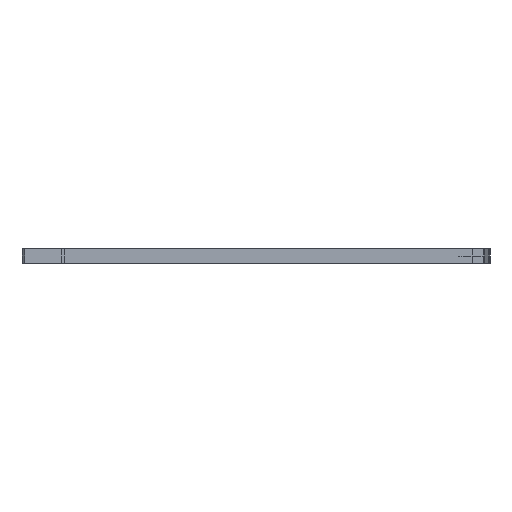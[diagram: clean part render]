
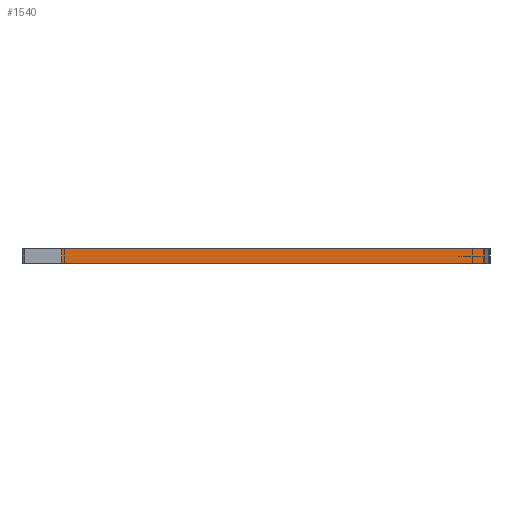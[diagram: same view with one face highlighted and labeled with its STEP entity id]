
A CAD part, left-side view. The second image highlights one B-rep face of the part: STEP entity #1540.
In plain terms, the highlighted planar face has unit normal (-1, 0, 0).
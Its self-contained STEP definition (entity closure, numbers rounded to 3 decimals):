
#1484=CARTESIAN_POINT('',(-27.76,108.392,0.));
#1485=VERTEX_POINT('',#1484);
#1492=CARTESIAN_POINT('',(-27.76,108.392,2.));
#1493=VERTEX_POINT('',#1492);
#1494=CARTESIAN_POINT('',(-27.76,108.392,2.));
#1495=DIRECTION('',(0.,0.,-1.));
#1496=VECTOR('',#1495,2.);
#1497=LINE('',#1494,#1496);
#1498=EDGE_CURVE('',#1493,#1485,#1497,.T.);
#1510=CARTESIAN_POINT('',(-27.76,80.014,2.));
#1511=DIRECTION('',(-1.,0.,0.));
#1512=DIRECTION('',(0.,0.,1.));
#1513=AXIS2_PLACEMENT_3D('',#1510,#1511,#1512);
#1514=PLANE('',#1513);
#1515=CARTESIAN_POINT('',(-27.76,51.636,0.));
#1516=VERTEX_POINT('',#1515);
#1517=CARTESIAN_POINT('',(-27.76,51.636,0.));
#1518=DIRECTION('',(0.,1.,0.));
#1519=VECTOR('',#1518,56.756);
#1520=LINE('',#1517,#1519);
#1521=EDGE_CURVE('',#1516,#1485,#1520,.T.);
#1522=ORIENTED_EDGE('',*,*,#1521,.F.);
#1523=CARTESIAN_POINT('',(-27.76,51.636,2.));
#1524=VERTEX_POINT('',#1523);
#1525=CARTESIAN_POINT('',(-27.76,51.636,2.));
#1526=DIRECTION('',(0.,0.,-1.));
#1527=VECTOR('',#1526,2.);
#1528=LINE('',#1525,#1527);
#1529=EDGE_CURVE('',#1524,#1516,#1528,.T.);
#1530=ORIENTED_EDGE('',*,*,#1529,.F.);
#1531=CARTESIAN_POINT('',(-27.76,51.636,2.));
#1532=DIRECTION('',(0.,1.,0.));
#1533=VECTOR('',#1532,56.756);
#1534=LINE('',#1531,#1533);
#1535=EDGE_CURVE('',#1524,#1493,#1534,.T.);
#1536=ORIENTED_EDGE('',*,*,#1535,.T.);
#1537=ORIENTED_EDGE('',*,*,#1498,.T.);
#1538=EDGE_LOOP('',(#1522,#1530,#1536,#1537));
#1539=FACE_BOUND('',#1538,.T.);
#1540=ADVANCED_FACE('',(#1539),#1514,.T.);
